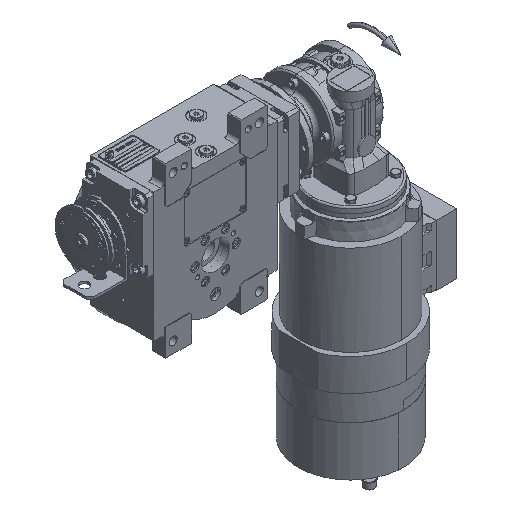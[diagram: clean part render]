
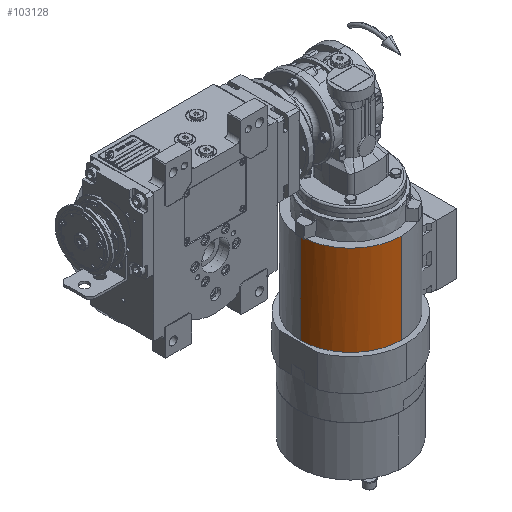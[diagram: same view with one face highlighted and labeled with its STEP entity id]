
A CAD part, isometric view. The second image highlights one B-rep face of the part: STEP entity #103128.
In plain terms, the highlighted cylindrical face has radius 67.5 mm (diameter 135 mm), a partial arc.
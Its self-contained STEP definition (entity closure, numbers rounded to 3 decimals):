
#3522 = DIRECTION ( 'NONE',  ( -1., 0., 0. ) ) ;
#4411 = VECTOR ( 'NONE', #93133, 1000. ) ;
#7036 = AXIS2_PLACEMENT_3D ( 'NONE', #66537, #56132, #35392 ) ;
#8675 = CARTESIAN_POINT ( 'NONE',  ( 500000., 0., 67.5 ) ) ;
#9236 = EDGE_CURVE ( 'NONE', #108557, #64998, #64474, .T. ) ;
#11035 = DIRECTION ( 'NONE',  ( 0., -1., 0. ) ) ;
#15233 = CARTESIAN_POINT ( 'NONE',  ( 59., -67.5, 0. ) ) ;
#17634 = AXIS2_PLACEMENT_3D ( 'NONE', #32523, #34554, #11035 ) ;
#18359 = DIRECTION ( 'NONE',  ( 0., 0., 1. ) ) ;
#18989 = VECTOR ( 'NONE', #130244, 1000. ) ;
#21451 = ORIENTED_EDGE ( 'NONE', *, *, #43102, .T. ) ;
#29968 = CARTESIAN_POINT ( 'NONE',  ( 59., 0., 67.5 ) ) ;
#30032 = VERTEX_POINT ( 'NONE', #62208 ) ;
#30150 = DIRECTION ( 'NONE',  ( 1., 0., 0. ) ) ;
#32523 = CARTESIAN_POINT ( 'NONE',  ( -61., 0., 0. ) ) ;
#33491 = CARTESIAN_POINT ( 'NONE',  ( 59., -67.5, 0. ) ) ;
#33888 = VERTEX_POINT ( 'NONE', #82569 ) ;
#34554 = DIRECTION ( 'NONE',  ( -1., 0., 0. ) ) ;
#35245 = EDGE_CURVE ( 'NONE', #120280, #64998, #72387, .T. ) ;
#35392 = DIRECTION ( 'NONE',  ( 0., -1., 0. ) ) ;
#35973 = ORIENTED_EDGE ( 'NONE', *, *, #99116, .F. ) ;
#37683 = AXIS2_PLACEMENT_3D ( 'NONE', #91479, #68009, #99147 ) ;
#39848 = CYLINDRICAL_SURFACE ( 'NONE', #69925, 67.5 ) ;
#40507 = CARTESIAN_POINT ( 'NONE',  ( -61.5, 0., 67.5 ) ) ;
#41952 = ORIENTED_EDGE ( 'NONE', *, *, #35245, .F. ) ;
#43102 = EDGE_CURVE ( 'NONE', #102009, #33888, #99110, .T. ) ;
#45080 = ORIENTED_EDGE ( 'NONE', *, *, #68814, .F. ) ;
#55215 = CIRCLE ( 'NONE', #17634, 67.5 ) ;
#56074 = VECTOR ( 'NONE', #3522, 1000. ) ;
#56132 = DIRECTION ( 'NONE',  ( -1., 0., 0. ) ) ;
#62208 = CARTESIAN_POINT ( 'NONE',  ( -61., -67.5, 0. ) ) ;
#64474 = CIRCLE ( 'NONE', #7036, 67.5 ) ;
#64816 = ORIENTED_EDGE ( 'NONE', *, *, #9236, .T. ) ;
#64998 = VERTEX_POINT ( 'NONE', #29968 ) ;
#66537 = CARTESIAN_POINT ( 'NONE',  ( 59., 0., 0. ) ) ;
#68009 = DIRECTION ( 'NONE',  ( -1., 0., 0. ) ) ;
#68583 = LINE ( 'NONE', #15233, #56074 ) ;
#68814 = EDGE_CURVE ( 'NONE', #102009, #120280, #70903, .T. ) ;
#69925 = AXIS2_PLACEMENT_3D ( 'NONE', #72381, #30150, #18359 ) ;
#70619 = EDGE_LOOP ( 'NONE', ( #41952, #45080, #21451, #100694, #35973, #64816 ) ) ;
#70903 = CIRCLE ( 'NONE', #37683, 67.5 ) ;
#72381 = CARTESIAN_POINT ( 'NONE',  ( 500000., 0., 0. ) ) ;
#72387 = LINE ( 'NONE', #8675, #4411 ) ;
#80392 = CARTESIAN_POINT ( 'NONE',  ( -61.5, -67.22, 6.137 ) ) ;
#82569 = CARTESIAN_POINT ( 'NONE',  ( -61., -67.22, 6.143 ) ) ;
#91479 = CARTESIAN_POINT ( 'NONE',  ( -61.5, 0., 0. ) ) ;
#93133 = DIRECTION ( 'NONE',  ( 1., 0., 0. ) ) ;
#99110 = LINE ( 'NONE', #80392, #18989 ) ;
#99116 = EDGE_CURVE ( 'NONE', #108557, #30032, #68583, .T. ) ;
#99147 = DIRECTION ( 'NONE',  ( 0., -0.996, 0.091 ) ) ;
#100694 = ORIENTED_EDGE ( 'NONE', *, *, #125133, .F. ) ;
#102009 = VERTEX_POINT ( 'NONE', #108937 ) ;
#103128 = ADVANCED_FACE ( 'NONE', ( #124949 ), #39848, .T. ) ;
#108557 = VERTEX_POINT ( 'NONE', #33491 ) ;
#108937 = CARTESIAN_POINT ( 'NONE',  ( -61.5, -67.22, 6.137 ) ) ;
#120280 = VERTEX_POINT ( 'NONE', #40507 ) ;
#124949 = FACE_OUTER_BOUND ( 'NONE', #70619, .T. ) ;
#125133 = EDGE_CURVE ( 'NONE', #30032, #33888, #55215, .T. ) ;
#130244 = DIRECTION ( 'NONE',  ( 1., 0.001, 0.013 ) ) ;
